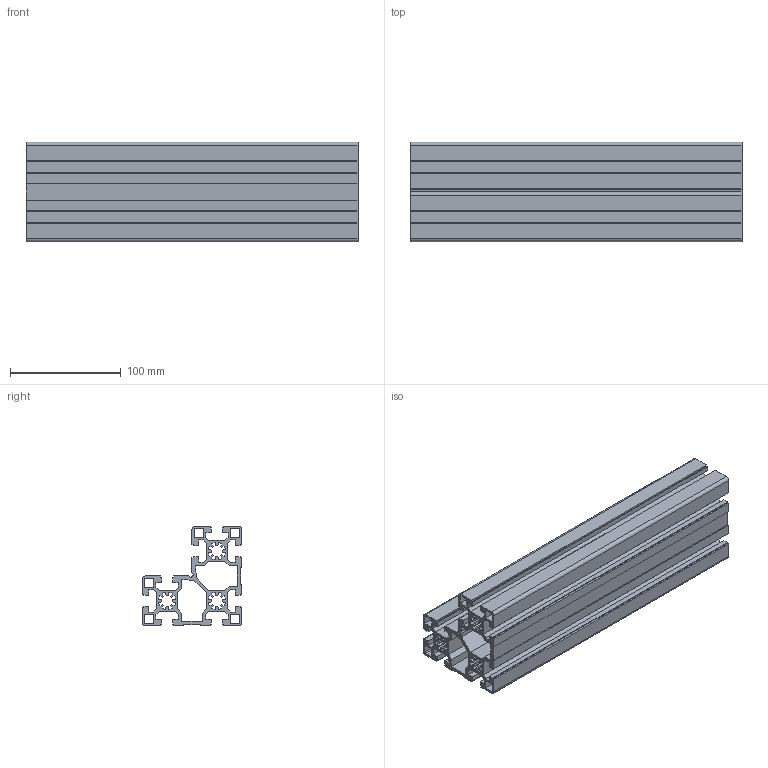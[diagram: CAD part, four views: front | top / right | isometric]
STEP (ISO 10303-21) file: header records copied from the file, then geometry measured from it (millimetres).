
FILE_DESCRIPTION (( 'STEP AP214' ), '1' );
FILE_NAME ('3_842_992_387_300-Bosch.step', '2020-07-02T13:20:31', ( '' ), ( '' ), 'SwSTEP 2.0', 'SolidWorks 2010', '' );
FILE_SCHEMA (( 'AUTOMOTIVE_DESIGN' ));
Length unit declared in the file: millimetre
Products named in the file (1): 3_842_992_387_300-Bosch
Bounding box: 300 x 90 x 90 mm (x, y, z)
Volume: 624549.4 mm3; surface area: 413876.7 mm2
Topology: 1 solids, 1 shells, 283 faces, 843 edges, 562 vertices
Faces by surface type: plane 224, cylinder 59
Entity records: 9489 total; most frequent: CARTESIAN_POINT 1689, ORIENTED_EDGE 1686, DIRECTION 1529, EDGE_CURVE 843, LINE 725, VECTOR 725, VERTEX_POINT 562, AXIS2_PLACEMENT_3D 402
